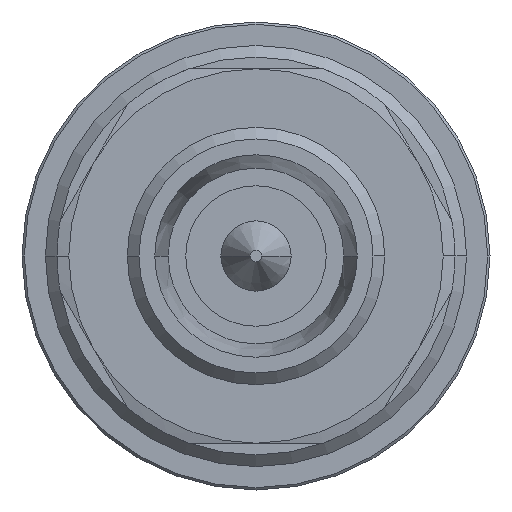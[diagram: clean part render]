
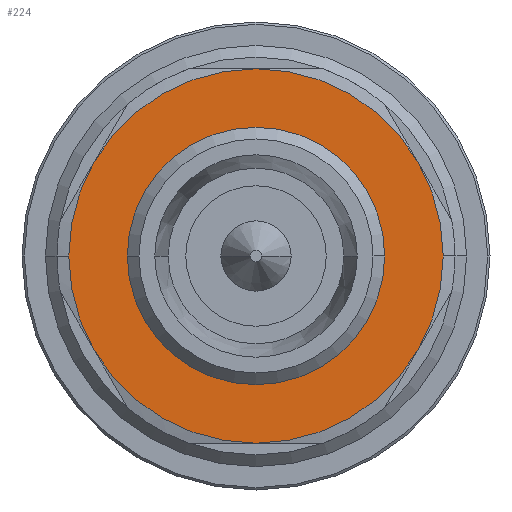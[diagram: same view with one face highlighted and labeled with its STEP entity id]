
A CAD part, left-side view. The second image highlights one B-rep face of the part: STEP entity #224.
In plain terms, the highlighted planar face has unit normal (-1, 0, 0).
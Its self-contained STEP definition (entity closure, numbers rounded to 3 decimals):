
#224 = ADVANCED_FACE( '', ( #421, #422 ), #423, .T. );
#421 = FACE_BOUND( '', #716, .T. );
#422 = FACE_OUTER_BOUND( '', #717, .T. );
#423 = PLANE( '', #718 );
#716 = EDGE_LOOP( '', ( #1298, #1299, #1300 ) );
#717 = EDGE_LOOP( '', ( #1301, #1302, #1303, #1304, #1305, #1306, #1307, #1308 ) );
#718 = AXIS2_PLACEMENT_3D( '', #1309, #1310, #1311 );
#1298 = ORIENTED_EDGE( '', *, *, #2061, .F. );
#1299 = ORIENTED_EDGE( '', *, *, #2062, .F. );
#1300 = ORIENTED_EDGE( '', *, *, #1945, .F. );
#1301 = ORIENTED_EDGE( '', *, *, #2029, .T. );
#1302 = ORIENTED_EDGE( '', *, *, #1994, .T. );
#1303 = ORIENTED_EDGE( '', *, *, #2025, .T. );
#1304 = ORIENTED_EDGE( '', *, *, #2027, .T. );
#1305 = ORIENTED_EDGE( '', *, *, #1990, .T. );
#1306 = ORIENTED_EDGE( '', *, *, #2032, .T. );
#1307 = ORIENTED_EDGE( '', *, *, #2035, .T. );
#1308 = ORIENTED_EDGE( '', *, *, #2034, .T. );
#1309 = CARTESIAN_POINT( '', ( 13., 13.358, 0. ) );
#1310 = DIRECTION( '', ( -1., 0., 0. ) );
#1311 = DIRECTION( '', ( 0., 1., 0. ) );
#1945 = EDGE_CURVE( '', #2261, #2263, #2264, .T. );
#1990 = EDGE_CURVE( '', #2347, #2345, #2348, .T. );
#1994 = EDGE_CURVE( '', #2350, #2352, #2354, .T. );
#2025 = EDGE_CURVE( '', #2352, #2391, #2413, .T. );
#2027 = EDGE_CURVE( '', #2391, #2347, #2415, .T. );
#2029 = EDGE_CURVE( '', #2408, #2350, #2417, .T. );
#2032 = EDGE_CURVE( '', #2345, #2374, #2420, .T. );
#2034 = EDGE_CURVE( '', #2362, #2408, #2422, .T. );
#2035 = EDGE_CURVE( '', #2374, #2362, #2423, .T. );
#2061 = EDGE_CURVE( '', #2450, #2261, #2451, .T. );
#2062 = EDGE_CURVE( '', #2263, #2450, #2452, .T. );
#2261 = VERTEX_POINT( '', #2761 );
#2263 = VERTEX_POINT( '', #2763 );
#2264 = CIRCLE( '', #2764, 10.717 );
#2345 = VERTEX_POINT( '', #2881 );
#2347 = VERTEX_POINT( '', #2884 );
#2348 = CIRCLE( '', #2885, 16. );
#2350 = VERTEX_POINT( '', #2896 );
#2352 = VERTEX_POINT( '', #2899 );
#2354 = CIRCLE( '', #2910, 16. );
#2362 = VERTEX_POINT( '', #2937 );
#2374 = VERTEX_POINT( '', #2987 );
#2391 = VERTEX_POINT( '', #3061 );
#2408 = VERTEX_POINT( '', #3135 );
#2413 = CIRCLE( '', #3159, 16. );
#2415 = CIRCLE( '', #3161, 16. );
#2417 = CIRCLE( '', #3163, 16. );
#2420 = CIRCLE( '', #3166, 16. );
#2422 = CIRCLE( '', #3168, 16. );
#2423 = CIRCLE( '', #3169, 16. );
#2450 = VERTEX_POINT( '', #3196 );
#2451 = CIRCLE( '', #3197, 10.717 );
#2452 = CIRCLE( '', #3198, 10.717 );
#2761 = CARTESIAN_POINT( '', ( 13., 0., -10.717 ) );
#2763 = CARTESIAN_POINT( '', ( 13., 0., 10.717 ) );
#2764 = AXIS2_PLACEMENT_3D( '', #3557, #3558, #3559 );
#2881 = CARTESIAN_POINT( '', ( 13., -16., 0. ) );
#2884 = CARTESIAN_POINT( '', ( 13., -13.856, -8. ) );
#2885 = AXIS2_PLACEMENT_3D( '', #3648, #3649, #3650 );
#2896 = CARTESIAN_POINT( '', ( 13., 16., 0. ) );
#2899 = CARTESIAN_POINT( '', ( 13., 13.856, -8. ) );
#2910 = AXIS2_PLACEMENT_3D( '', #3652, #3653, #3654 );
#2937 = CARTESIAN_POINT( '', ( 13., 0., 16. ) );
#2987 = CARTESIAN_POINT( '', ( 13., -13.856, 8. ) );
#3061 = CARTESIAN_POINT( '', ( 13., 0., -16. ) );
#3135 = CARTESIAN_POINT( '', ( 13., 13.856, 8. ) );
#3159 = AXIS2_PLACEMENT_3D( '', #3665, #3666, #3667 );
#3161 = AXIS2_PLACEMENT_3D( '', #3671, #3672, #3673 );
#3163 = AXIS2_PLACEMENT_3D( '', #3677, #3678, #3679 );
#3166 = AXIS2_PLACEMENT_3D( '', #3686, #3687, #3688 );
#3168 = AXIS2_PLACEMENT_3D( '', #3692, #3693, #3694 );
#3169 = AXIS2_PLACEMENT_3D( '', #3695, #3696, #3697 );
#3196 = CARTESIAN_POINT( '', ( 13., 10.717, 0. ) );
#3197 = AXIS2_PLACEMENT_3D( '', #3773, #3774, #3775 );
#3198 = AXIS2_PLACEMENT_3D( '', #3776, #3777, #3778 );
#3557 = CARTESIAN_POINT( '', ( 13., 0., 0. ) );
#3558 = DIRECTION( '', ( -1., 0., 0. ) );
#3559 = DIRECTION( '', ( 0., 1., 0. ) );
#3648 = CARTESIAN_POINT( '', ( 13., 0., 0. ) );
#3649 = DIRECTION( '', ( -1., 0., 0. ) );
#3650 = DIRECTION( '', ( 0., 1., 0. ) );
#3652 = CARTESIAN_POINT( '', ( 13., 0., 0. ) );
#3653 = DIRECTION( '', ( -1., 0., 0. ) );
#3654 = DIRECTION( '', ( 0., 1., 0. ) );
#3665 = CARTESIAN_POINT( '', ( 13., 0., 0. ) );
#3666 = DIRECTION( '', ( -1., 0., 0. ) );
#3667 = DIRECTION( '', ( 0., 1., 0. ) );
#3671 = CARTESIAN_POINT( '', ( 13., 0., 0. ) );
#3672 = DIRECTION( '', ( -1., 0., 0. ) );
#3673 = DIRECTION( '', ( 0., 1., 0. ) );
#3677 = CARTESIAN_POINT( '', ( 13., 0., 0. ) );
#3678 = DIRECTION( '', ( -1., 0., 0. ) );
#3679 = DIRECTION( '', ( 0., 1., 0. ) );
#3686 = CARTESIAN_POINT( '', ( 13., 0., 0. ) );
#3687 = DIRECTION( '', ( -1., 0., 0. ) );
#3688 = DIRECTION( '', ( 0., 1., 0. ) );
#3692 = CARTESIAN_POINT( '', ( 13., 0., 0. ) );
#3693 = DIRECTION( '', ( -1., 0., 0. ) );
#3694 = DIRECTION( '', ( 0., 1., 0. ) );
#3695 = CARTESIAN_POINT( '', ( 13., 0., 0. ) );
#3696 = DIRECTION( '', ( -1., 0., 0. ) );
#3697 = DIRECTION( '', ( 0., 1., 0. ) );
#3773 = CARTESIAN_POINT( '', ( 13., 0., 0. ) );
#3774 = DIRECTION( '', ( -1., 0., 0. ) );
#3775 = DIRECTION( '', ( 0., 1., 0. ) );
#3776 = CARTESIAN_POINT( '', ( 13., 0., 0. ) );
#3777 = DIRECTION( '', ( -1., 0., 0. ) );
#3778 = DIRECTION( '', ( 0., 1., 0. ) );
